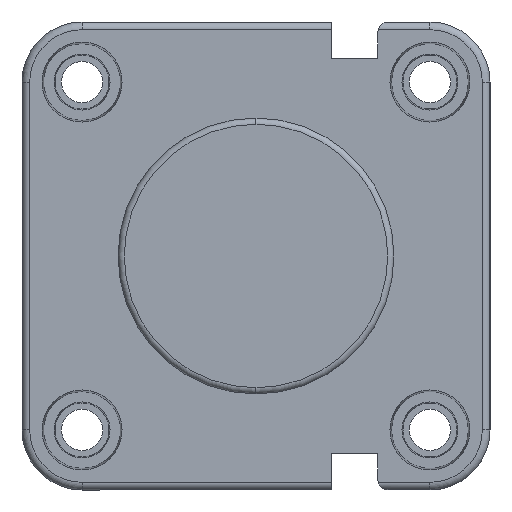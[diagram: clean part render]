
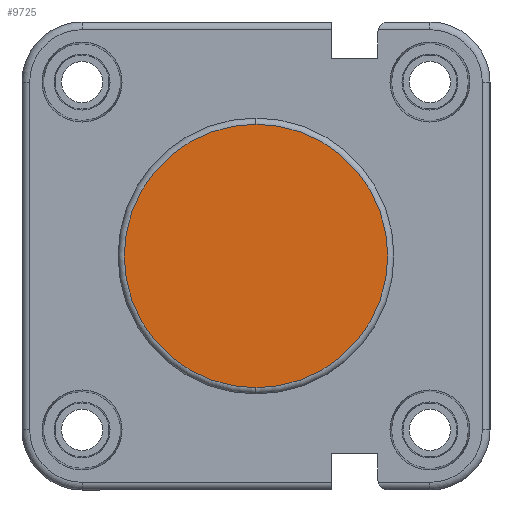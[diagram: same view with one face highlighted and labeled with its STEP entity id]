
A CAD part, left-side view. The second image highlights one B-rep face of the part: STEP entity #9725.
In plain terms, the highlighted planar face has unit normal (-1, 0, 0).
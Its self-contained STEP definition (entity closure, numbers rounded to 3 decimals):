
#2568 = CIRCLE ( 'NONE', #2599, 21.4 ) ;
#2599 = AXIS2_PLACEMENT_3D ( 'NONE', #15968, #17276, #6726 ) ;
#3465 = FACE_OUTER_BOUND ( 'NONE', #11967, .T. ) ;
#3868 = AXIS2_PLACEMENT_3D ( 'NONE', #5800, #4195, #4391 ) ;
#4195 = DIRECTION ( 'NONE',  ( -1., 0., 0. ) ) ;
#4391 = DIRECTION ( 'NONE',  ( 0., 0., 1. ) ) ;
#5473 = CARTESIAN_POINT ( 'NONE',  ( 0., 0., 21.4 ) ) ;
#5800 = CARTESIAN_POINT ( 'NONE',  ( 0., 0., 0. ) ) ;
#6726 = DIRECTION ( 'NONE',  ( 0., 0., 1. ) ) ;
#8745 = DIRECTION ( 'NONE',  ( -1., 0., 0. ) ) ;
#9113 = ORIENTED_EDGE ( 'NONE', *, *, #13766, .T. ) ;
#9725 = ADVANCED_FACE ( 'NONE', ( #3465 ), #11850, .T. ) ;
#10089 = DIRECTION ( 'NONE',  ( 0., 0., 1. ) ) ;
#11850 = PLANE ( 'NONE',  #3868 ) ;
#11967 = EDGE_LOOP ( 'NONE', ( #14461, #9113 ) ) ;
#13766 = EDGE_CURVE ( 'NONE', #16934, #13847, #14397, .T. ) ;
#13847 = VERTEX_POINT ( 'NONE', #5473 ) ;
#14116 = CARTESIAN_POINT ( 'NONE',  ( 0., 0., -21.4 ) ) ;
#14397 = CIRCLE ( 'NONE', #18881, 21.4 ) ;
#14461 = ORIENTED_EDGE ( 'NONE', *, *, #16500, .T. ) ;
#14782 = CARTESIAN_POINT ( 'NONE',  ( 0., 0., 0. ) ) ;
#15968 = CARTESIAN_POINT ( 'NONE',  ( 0., 0., 0. ) ) ;
#16500 = EDGE_CURVE ( 'NONE', #13847, #16934, #2568, .T. ) ;
#16934 = VERTEX_POINT ( 'NONE', #14116 ) ;
#17276 = DIRECTION ( 'NONE',  ( -1., 0., 0. ) ) ;
#18881 = AXIS2_PLACEMENT_3D ( 'NONE', #14782, #8745, #10089 ) ;
